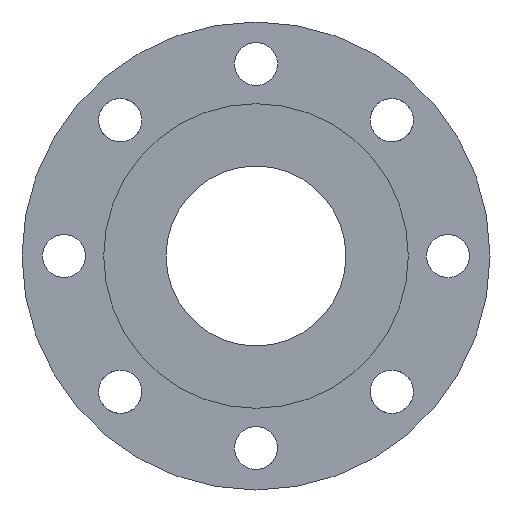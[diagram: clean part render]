
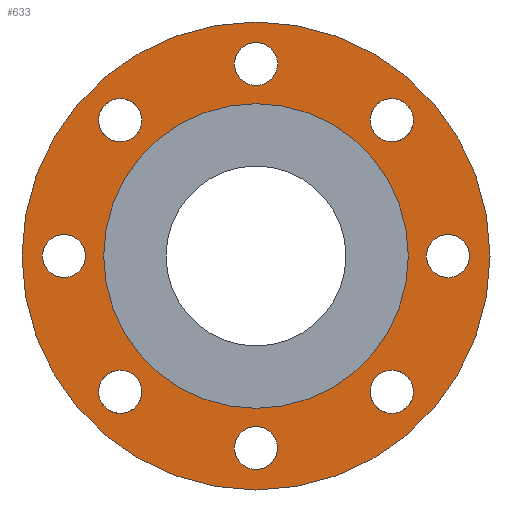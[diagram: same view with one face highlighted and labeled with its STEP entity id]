
A CAD part, front view. The second image highlights one B-rep face of the part: STEP entity #633.
In plain terms, the highlighted planar face has unit normal (0, -1, 0).
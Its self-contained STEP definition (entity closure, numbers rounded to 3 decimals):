
#15=PLANE('',#715);
#27=FACE_BOUND('',#134,.T.);
#28=FACE_BOUND('',#135,.T.);
#29=FACE_BOUND('',#136,.T.);
#30=FACE_BOUND('',#137,.T.);
#31=FACE_BOUND('',#138,.T.);
#32=FACE_BOUND('',#139,.T.);
#33=FACE_BOUND('',#140,.T.);
#34=FACE_BOUND('',#141,.T.);
#35=FACE_BOUND('',#142,.T.);
#96=FACE_OUTER_BOUND('',#133,.T.);
#133=EDGE_LOOP('',(#508));
#134=EDGE_LOOP('',(#509));
#135=EDGE_LOOP('',(#510));
#136=EDGE_LOOP('',(#511));
#137=EDGE_LOOP('',(#512));
#138=EDGE_LOOP('',(#513));
#139=EDGE_LOOP('',(#514));
#140=EDGE_LOOP('',(#515));
#141=EDGE_LOOP('',(#516));
#142=EDGE_LOOP('',(#517));
#220=CIRCLE('',#667,9.);
#223=CIRCLE('',#672,9.);
#226=CIRCLE('',#677,9.);
#229=CIRCLE('',#682,9.);
#232=CIRCLE('',#687,9.);
#235=CIRCLE('',#692,9.);
#238=CIRCLE('',#697,9.);
#241=CIRCLE('',#702,9.);
#249=CIRCLE('',#714,97.5);
#250=CIRCLE('',#716,63.45);
#264=VERTEX_POINT('',#949);
#270=VERTEX_POINT('',#1000);
#275=VERTEX_POINT('',#1048);
#280=VERTEX_POINT('',#1098);
#285=VERTEX_POINT('',#1148);
#290=VERTEX_POINT('',#1198);
#295=VERTEX_POINT('',#1248);
#300=VERTEX_POINT('',#1298);
#307=VERTEX_POINT('',#1321);
#308=VERTEX_POINT('',#1325);
#322=EDGE_CURVE('',#264,#264,#220,.T.);
#330=EDGE_CURVE('',#270,#270,#223,.T.);
#337=EDGE_CURVE('',#275,#275,#226,.T.);
#344=EDGE_CURVE('',#280,#280,#229,.T.);
#351=EDGE_CURVE('',#285,#285,#232,.T.);
#358=EDGE_CURVE('',#290,#290,#235,.T.);
#365=EDGE_CURVE('',#295,#295,#238,.T.);
#372=EDGE_CURVE('',#300,#300,#241,.T.);
#383=EDGE_CURVE('',#307,#307,#249,.T.);
#385=EDGE_CURVE('',#308,#308,#250,.T.);
#508=ORIENTED_EDGE('',*,*,#383,.T.);
#509=ORIENTED_EDGE('',*,*,#322,.T.);
#510=ORIENTED_EDGE('',*,*,#330,.T.);
#511=ORIENTED_EDGE('',*,*,#337,.T.);
#512=ORIENTED_EDGE('',*,*,#344,.T.);
#513=ORIENTED_EDGE('',*,*,#351,.T.);
#514=ORIENTED_EDGE('',*,*,#358,.T.);
#515=ORIENTED_EDGE('',*,*,#365,.T.);
#516=ORIENTED_EDGE('',*,*,#372,.T.);
#517=ORIENTED_EDGE('',*,*,#385,.F.);
#633=ADVANCED_FACE('',(#96,#27,#28,#29,#30,#31,#32,#33,#34,#35),#15,.T.);
#667=AXIS2_PLACEMENT_3D('',#951,#746,#747);
#672=AXIS2_PLACEMENT_3D('',#1002,#758,#759);
#677=AXIS2_PLACEMENT_3D('',#1050,#770,#771);
#682=AXIS2_PLACEMENT_3D('',#1100,#782,#783);
#687=AXIS2_PLACEMENT_3D('',#1150,#794,#795);
#692=AXIS2_PLACEMENT_3D('',#1200,#806,#807);
#697=AXIS2_PLACEMENT_3D('',#1250,#818,#819);
#702=AXIS2_PLACEMENT_3D('',#1300,#830,#831);
#714=AXIS2_PLACEMENT_3D('',#1322,#857,#858);
#715=AXIS2_PLACEMENT_3D('',#1324,#860,#861);
#716=AXIS2_PLACEMENT_3D('',#1326,#862,#863);
#746=DIRECTION('center_axis',(0.,1.,0.));
#747=DIRECTION('ref_axis',(1.,0.,0.));
#758=DIRECTION('center_axis',(0.,1.,0.));
#759=DIRECTION('ref_axis',(1.,0.,0.));
#770=DIRECTION('center_axis',(0.,1.,0.));
#771=DIRECTION('ref_axis',(1.,0.,0.));
#782=DIRECTION('center_axis',(0.,1.,0.));
#783=DIRECTION('ref_axis',(1.,0.,0.));
#794=DIRECTION('center_axis',(0.,1.,0.));
#795=DIRECTION('ref_axis',(1.,0.,0.));
#806=DIRECTION('center_axis',(0.,1.,0.));
#807=DIRECTION('ref_axis',(1.,0.,0.));
#818=DIRECTION('center_axis',(0.,1.,0.));
#819=DIRECTION('ref_axis',(1.,0.,0.));
#830=DIRECTION('center_axis',(0.,1.,0.));
#831=DIRECTION('ref_axis',(1.,0.,0.));
#857=DIRECTION('center_axis',(0.,-1.,0.));
#858=DIRECTION('ref_axis',(1.,0.,0.));
#860=DIRECTION('center_axis',(0.,-1.,0.));
#861=DIRECTION('ref_axis',(0.,0.,-1.));
#862=DIRECTION('center_axis',(0.,-1.,0.));
#863=DIRECTION('ref_axis',(1.,0.,0.));
#949=CARTESIAN_POINT('',(-9.,6.,-80.));
#951=CARTESIAN_POINT('Origin',(0.,6.,-80.));
#1000=CARTESIAN_POINT('',(-89.,6.,0.));
#1002=CARTESIAN_POINT('Origin',(-80.,6.,0.));
#1048=CARTESIAN_POINT('',(71.,6.,0.));
#1050=CARTESIAN_POINT('Origin',(80.,6.,0.));
#1098=CARTESIAN_POINT('',(-65.569,6.,56.569));
#1100=CARTESIAN_POINT('Origin',(-56.569,6.,56.569));
#1148=CARTESIAN_POINT('',(47.569,6.,-56.569));
#1150=CARTESIAN_POINT('Origin',(56.569,6.,-56.569));
#1198=CARTESIAN_POINT('',(-65.569,6.,-56.569));
#1200=CARTESIAN_POINT('Origin',(-56.569,6.,-56.569));
#1248=CARTESIAN_POINT('',(47.569,6.,56.569));
#1250=CARTESIAN_POINT('Origin',(56.569,6.,56.569));
#1298=CARTESIAN_POINT('',(-9.,6.,80.));
#1300=CARTESIAN_POINT('Origin',(0.,6.,80.));
#1321=CARTESIAN_POINT('',(-97.5,6.,0.));
#1322=CARTESIAN_POINT('Origin',(0.,6.,0.));
#1324=CARTESIAN_POINT('Origin',(63.45,6.,0.));
#1325=CARTESIAN_POINT('',(-63.45,6.,0.));
#1326=CARTESIAN_POINT('Origin',(0.,6.,0.));
